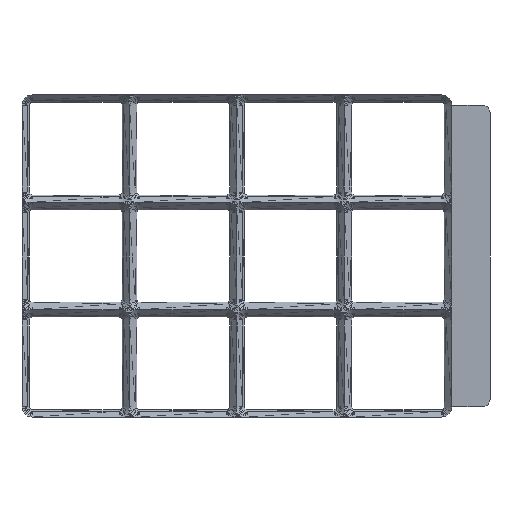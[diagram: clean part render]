
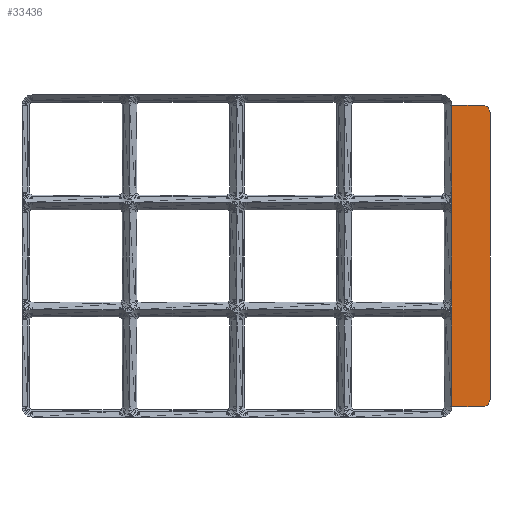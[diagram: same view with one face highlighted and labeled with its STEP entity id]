
A CAD part, front view. The second image highlights one B-rep face of the part: STEP entity #33436.
In plain terms, the highlighted planar face has unit normal (0, -1, 0).
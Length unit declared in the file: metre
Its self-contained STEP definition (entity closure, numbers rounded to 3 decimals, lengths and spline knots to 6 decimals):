
#16=CIRCLE('',#36234,0.003);
#17=CIRCLE('',#36235,0.003);
#8357=ORIENTED_EDGE('',*,*,#12564,.T.);
#8358=ORIENTED_EDGE('',*,*,#12565,.T.);
#8359=ORIENTED_EDGE('',*,*,#12566,.T.);
#8360=ORIENTED_EDGE('',*,*,#8389,.F.);
#8361=ORIENTED_EDGE('',*,*,#8393,.F.);
#8362=ORIENTED_EDGE('',*,*,#8396,.F.);
#8363=ORIENTED_EDGE('',*,*,#8399,.F.);
#8364=ORIENTED_EDGE('',*,*,#8401,.F.);
#8365=ORIENTED_EDGE('',*,*,#8404,.F.);
#8366=ORIENTED_EDGE('',*,*,#12567,.F.);
#8367=ORIENTED_EDGE('',*,*,#12568,.T.);
#8389=EDGE_CURVE('',#12573,#12575,#13955,.T.);
#8393=EDGE_CURVE('',#12577,#12573,#13959,.T.);
#8396=EDGE_CURVE('',#12579,#12577,#13962,.T.);
#8399=EDGE_CURVE('',#12581,#12579,#13965,.T.);
#8401=EDGE_CURVE('',#12582,#12581,#13967,.T.);
#8404=EDGE_CURVE('',#12584,#12582,#13970,.T.);
#12564=EDGE_CURVE('',#13950,#13951,#18128,.T.);
#12565=EDGE_CURVE('',#13951,#13952,#16,.T.);
#12566=EDGE_CURVE('',#13952,#12575,#18129,.T.);
#12567=EDGE_CURVE('',#13953,#12584,#18130,.T.);
#12568=EDGE_CURVE('',#13953,#13950,#17,.T.);
#12573=VERTEX_POINT('',#45999);
#12575=VERTEX_POINT('',#46002);
#12577=VERTEX_POINT('',#46008);
#12579=VERTEX_POINT('',#46014);
#12581=VERTEX_POINT('',#46020);
#12582=VERTEX_POINT('',#46024);
#12584=VERTEX_POINT('',#46030);
#13950=VERTEX_POINT('',#54328);
#13951=VERTEX_POINT('',#54329);
#13952=VERTEX_POINT('',#54331);
#13953=VERTEX_POINT('',#54334);
#13955=LINE('',#46001,#18136);
#13959=LINE('',#46010,#18140);
#13962=LINE('',#46016,#18143);
#13965=LINE('',#46021,#18146);
#13967=LINE('',#46026,#18148);
#13970=LINE('',#46032,#18151);
#18128=LINE('',#54327,#22309);
#18129=LINE('',#54332,#22310);
#18130=LINE('',#54333,#22311);
#18136=VECTOR('',#36246,1.);
#18140=VECTOR('',#36252,1.);
#18143=VECTOR('',#36257,1.);
#18146=VECTOR('',#36262,1.);
#18148=VECTOR('',#36266,1.);
#18151=VECTOR('',#36271,1.);
#22309=VECTOR('',#45975,1.);
#22310=VECTOR('',#45978,1.);
#22311=VECTOR('',#45979,1.);
#25092=EDGE_LOOP('',(#8357,#8358,#8359,#8360,#8361,#8362,#8363,#8364,#8365,
#8366,#8367));
#27874=FACE_BOUND('',#25092,.T.);
#30656=PLANE('',#36233);
#33436=ADVANCED_FACE('',(#27874),#30656,.T.);
#36233=AXIS2_PLACEMENT_3D('',#54326,#45973,#45974);
#36234=AXIS2_PLACEMENT_3D('',#54330,#45976,#45977);
#36235=AXIS2_PLACEMENT_3D('',#54335,#45980,#45981);
#36246=DIRECTION('',(0.,0.,1.));
#36252=DIRECTION('',(0.,0.,1.));
#36257=DIRECTION('',(0.,0.,1.));
#36262=DIRECTION('',(0.,0.,1.));
#36266=DIRECTION('',(0.,0.,1.));
#36271=DIRECTION('',(0.,0.,1.));
#45973=DIRECTION('',(0.,-1.,0.));
#45974=DIRECTION('',(0.,0.,-1.));
#45975=DIRECTION('',(0.,0.,1.));
#45976=DIRECTION('',(0.,-1.,0.));
#45977=DIRECTION('',(0.,0.,-1.));
#45978=DIRECTION('',(-1.,0.,0.));
#45979=DIRECTION('',(-1.,0.,0.));
#45980=DIRECTION('',(0.,-1.,0.));
#45981=DIRECTION('',(0.,0.,-1.));
#45999=CARTESIAN_POINT('',(0.168,-0.002323,0.105));
#46001=CARTESIAN_POINT('',(0.168,-0.002323,0.063));
#46002=CARTESIAN_POINT('',(0.168,-0.002323,0.122));
#46008=CARTESIAN_POINT('',(0.168,-0.002323,0.101));
#46010=CARTESIAN_POINT('',(0.168,-0.002323,0.063));
#46014=CARTESIAN_POINT('',(0.168,-0.002323,0.084));
#46016=CARTESIAN_POINT('',(0.168,-0.002323,0.063));
#46020=CARTESIAN_POINT('',(0.168,-0.002323,0.025));
#46021=CARTESIAN_POINT('',(0.168,-0.002323,0.063));
#46024=CARTESIAN_POINT('',(0.168,-0.002323,0.021));
#46026=CARTESIAN_POINT('',(0.168,-0.002323,0.063));
#46030=CARTESIAN_POINT('',(0.168,-0.002323,0.004));
#46032=CARTESIAN_POINT('',(0.168,-0.002323,0.063));
#54326=CARTESIAN_POINT('',(0.183,-0.002323,0.063));
#54327=CARTESIAN_POINT('',(0.183,-0.002323,0.063));
#54328=CARTESIAN_POINT('',(0.183,-0.002323,0.007));
#54329=CARTESIAN_POINT('',(0.183,-0.002323,0.119));
#54330=CARTESIAN_POINT('',(0.18,-0.002323,0.119));
#54331=CARTESIAN_POINT('',(0.18,-0.002323,0.122));
#54332=CARTESIAN_POINT('',(0.183,-0.002323,0.122));
#54333=CARTESIAN_POINT('',(0.183,-0.002323,0.004));
#54334=CARTESIAN_POINT('',(0.18,-0.002323,0.004));
#54335=CARTESIAN_POINT('',(0.18,-0.002323,0.007));
